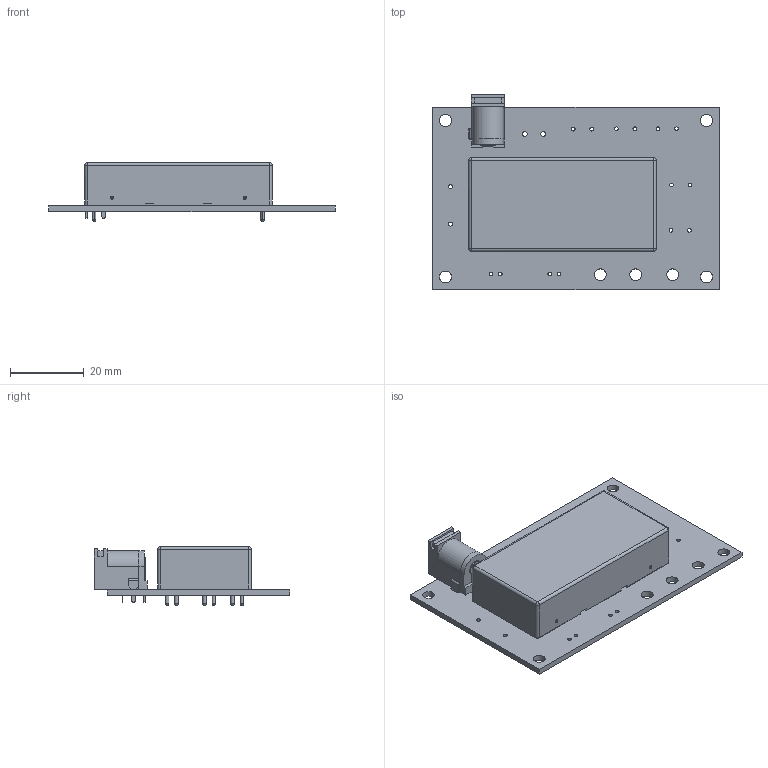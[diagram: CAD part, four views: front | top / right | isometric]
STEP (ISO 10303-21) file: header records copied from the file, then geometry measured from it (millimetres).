
FILE_DESCRIPTION(('KiCad electronic assembly'),'2;1');
FILE_NAME('15v_power.step','2022-10-14T08:42:00',('Pcbnew'),('Kicad'), 'Open CASCADE STEP processor 7.5','KiCad to STEP converter','Unknown' );
FILE_SCHEMA(('AUTOMOTIVE_DESIGN { 1 0 10303 214 1 1 1 1 }'));
Length unit declared in the file: millimetre
Products named in the file (6): 15v_power 1; PYBE30-Q24-D12; SOLID; PJ-102A--3DModel-STEP-56544; COMPOUND; 15v_power PCB
Assembly tree (5 placements, depth 3):
  15v_power 1
    PYBE30-Q24-D12
      SOLID
    PJ-102A--3DModel-STEP-56544
      COMPOUND
    15v_power PCB
Bounding box: 77.8 x 53.1 x 15.9 mm (x, y, z)
Volume: 10714.2 mm3; surface area: 18001.7 mm2
Topology: 9 solids, 10 shells, 479 faces, 1272 edges, 823 vertices
Faces by surface type: bspline 430, cylinder 37, plane 12
Full cylindrical faces by diameter (mm): 1 x14, 1.1 x2, 1.3 x2, 1.5 x6, 3.2 x7
Entity records: 31737 total; most frequent: CARTESIAN_POINT 14357, B_SPLINE_CURVE_WITH_KNOTS 2727, ORIENTED_EDGE 2516, PCURVE 2516, DEFINITIONAL_REPRESENTATION 2516, EDGE_CURVE 1258, SURFACE_CURVE 1223, VERTEX_POINT 823
